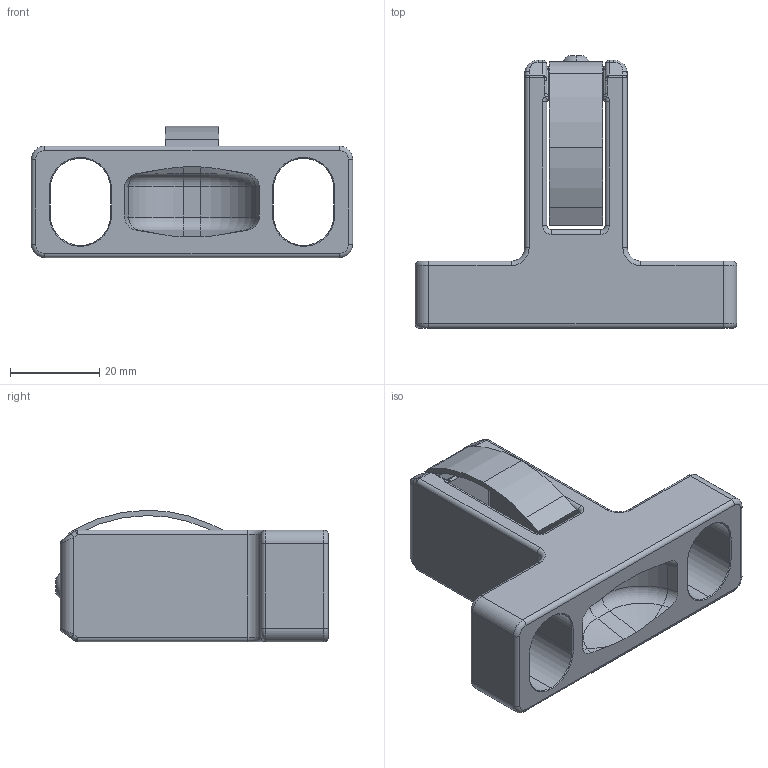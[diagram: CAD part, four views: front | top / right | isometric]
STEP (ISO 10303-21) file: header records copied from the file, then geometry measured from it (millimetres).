
FILE_DESCRIPTION(('STEP AP214'),'1');
FILE_NAME('HALDERN_EH_22160_0012.stp','2014-05-22T13:25:50',('TraceParts'),('TraceParts S.A.'),'XStep 1.0',' ',' ');
FILE_SCHEMA(('automotive_design'));
Length unit declared in the file: millimetre
Products named in the file (2): EH_22160_0012-02|EH_22160_0012-02;Imported1; EH_22160_0012-01|EH_22160_0012-01;Imported1
Bounding box: 72 x 61.03 x 29.45 mm (x, y, z)
Volume: 32988.7 mm3; surface area: 14504.2 mm2
Topology: 2 solids, 2 shells, 257 faces, 612 edges, 338 vertices
Faces by surface type: cylinder 96, plane 57, torus 40, bspline 28, cone 20, sphere 16
Entity records: 31598 total; most frequent: CARTESIAN_POINT 19225, STYLED_ITEM 1185, PRESENTATION_STYLE_ASSIGNMENT 1185, COLOUR_RGB 1185, DIRECTION 1184, ORIENTED_EDGE 1176, EDGE_CURVE 588, CURVE_STYLE 588
